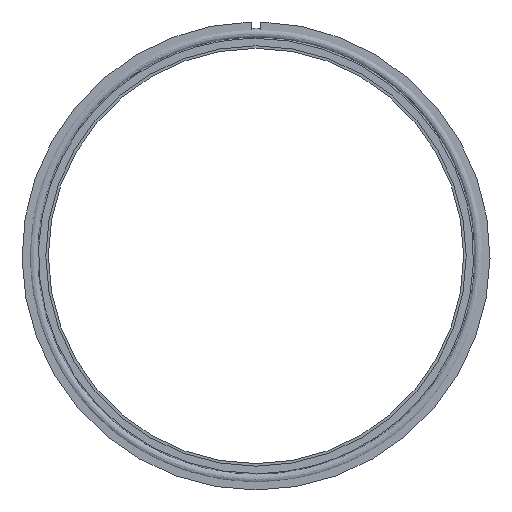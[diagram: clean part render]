
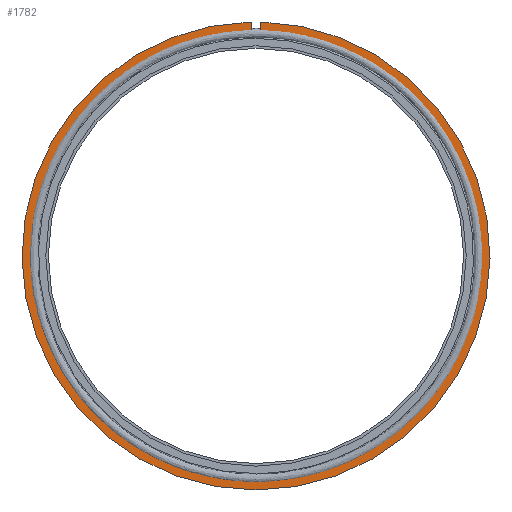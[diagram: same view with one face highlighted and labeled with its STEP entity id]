
A CAD part, left-side view. The second image highlights one B-rep face of the part: STEP entity #1782.
In plain terms, the highlighted planar face has unit normal (-1, 0, 0).
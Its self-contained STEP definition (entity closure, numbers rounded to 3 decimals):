
#9 = ORIENTED_EDGE ( 'NONE', *, *, #82, .F. ) ;
#62 = VERTEX_POINT ( 'NONE', #1526 ) ;
#82 = EDGE_CURVE ( 'NONE', #1295, #927, #134, .T. ) ;
#109 = DIRECTION ( 'NONE',  ( 1., 0., 0. ) ) ;
#119 = DIRECTION ( 'NONE',  ( -1., 0., 0. ) ) ;
#124 = ORIENTED_EDGE ( 'NONE', *, *, #136, .F. ) ;
#134 = CIRCLE ( 'NONE', #1576, 118.35 ) ;
#136 = EDGE_CURVE ( 'NONE', #62, #1401, #945, .T. ) ;
#220 = FACE_OUTER_BOUND ( 'NONE', #743, .T. ) ;
#269 = CARTESIAN_POINT ( 'NONE',  ( -1.95, 0., 0. ) ) ;
#278 = DIRECTION ( 'NONE',  ( 0., 0., -1. ) ) ;
#556 = CARTESIAN_POINT ( 'NONE',  ( -1.95, -2.5, 113.522 ) ) ;
#608 = PLANE ( 'NONE',  #1274 ) ;
#683 = DIRECTION ( 'NONE',  ( 0., 0., -1. ) ) ;
#688 = EDGE_CURVE ( 'NONE', #927, #62, #1549, .T. ) ;
#743 = EDGE_LOOP ( 'NONE', ( #1282, #9, #1395, #124 ) ) ;
#770 = CARTESIAN_POINT ( 'NONE',  ( -1.95, 113.55, 0. ) ) ;
#909 = CARTESIAN_POINT ( 'NONE',  ( -1.95, 0., 0. ) ) ;
#927 = VERTEX_POINT ( 'NONE', #1046 ) ;
#945 = CIRCLE ( 'NONE', #1024, 113.55 ) ;
#1006 = CARTESIAN_POINT ( 'NONE',  ( -1.95, 2.5, 0. ) ) ;
#1024 = AXIS2_PLACEMENT_3D ( 'NONE', #909, #119, #1208 ) ;
#1046 = CARTESIAN_POINT ( 'NONE',  ( -1.95, 2.5, 118.324 ) ) ;
#1163 = CARTESIAN_POINT ( 'NONE',  ( -1.95, -2.5, 118.324 ) ) ;
#1208 = DIRECTION ( 'NONE',  ( 0., 0., 1. ) ) ;
#1240 = EDGE_CURVE ( 'NONE', #1401, #1295, #1612, .T. ) ;
#1249 = VECTOR ( 'NONE', #1346, 1000. ) ;
#1270 = VECTOR ( 'NONE', #683, 1000. ) ;
#1274 = AXIS2_PLACEMENT_3D ( 'NONE', #770, #1986, #278 ) ;
#1282 = ORIENTED_EDGE ( 'NONE', *, *, #688, .F. ) ;
#1295 = VERTEX_POINT ( 'NONE', #1163 ) ;
#1346 = DIRECTION ( 'NONE',  ( 0., 0., 1. ) ) ;
#1364 = DIRECTION ( 'NONE',  ( 0., 0., 1. ) ) ;
#1395 = ORIENTED_EDGE ( 'NONE', *, *, #1240, .F. ) ;
#1401 = VERTEX_POINT ( 'NONE', #556 ) ;
#1508 = CARTESIAN_POINT ( 'NONE',  ( -1.95, -2.5, 0. ) ) ;
#1526 = CARTESIAN_POINT ( 'NONE',  ( -1.95, 2.5, 113.522 ) ) ;
#1549 = LINE ( 'NONE', #1006, #1270 ) ;
#1576 = AXIS2_PLACEMENT_3D ( 'NONE', #269, #109, #1364 ) ;
#1612 = LINE ( 'NONE', #1508, #1249 ) ;
#1782 = ADVANCED_FACE ( 'NONE', ( #220 ), #608, .F. ) ;
#1986 = DIRECTION ( 'NONE',  ( 1., 0., 0. ) ) ;
